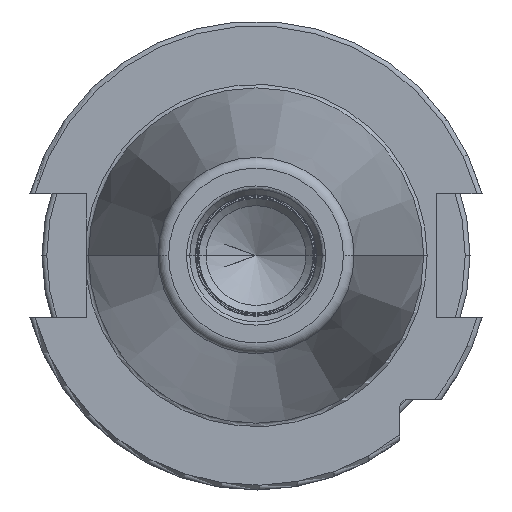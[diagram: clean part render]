
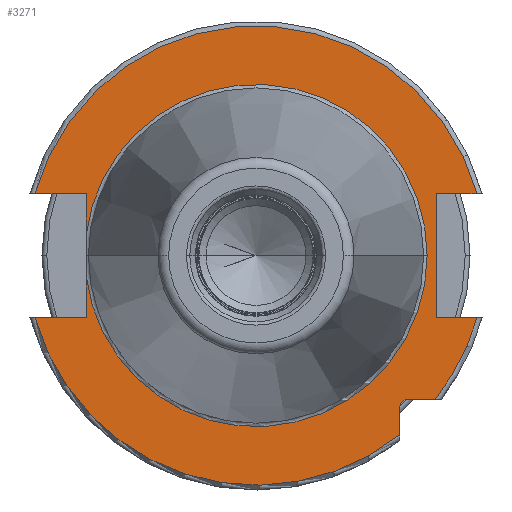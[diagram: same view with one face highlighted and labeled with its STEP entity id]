
A CAD part, left-side view. The second image highlights one B-rep face of the part: STEP entity #3271.
In plain terms, the highlighted planar face has unit normal (-1, 0, 0).
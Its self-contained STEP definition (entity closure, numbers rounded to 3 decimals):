
#117=CARTESIAN_POINT('',(3.2,0.,0.));
#118=DIRECTION('',(-1.,0.,0.));
#119=DIRECTION('',(0.,0.992,-0.124));
#120=AXIS2_PLACEMENT_3D('',#117,#118,#119);
#879=DIRECTION('',(0.,-1.,0.));
#880=VECTOR('',#879,5.654);
#881=CARTESIAN_POINT('',(3.2,-31.6,-29.85));
#882=LINE('',#881,#880);
#883=DIRECTION('',(0.,0.,1.));
#884=VECTOR('',#883,5.654);
#885=CARTESIAN_POINT('',(3.2,-29.85,-37.254));
#886=LINE('',#885,#884);
#887=CARTESIAN_POINT('',(3.2,0.,0.));
#888=DIRECTION('',(-1.,0.,0.));
#889=DIRECTION('',(0.,0.963,-0.27));
#890=AXIS2_PLACEMENT_3D('',#887,#888,#889);
#892=DIRECTION('',(0.,-1.,0.));
#893=VECTOR('',#892,10.661);
#894=CARTESIAN_POINT('',(3.2,45.961,-12.9));
#895=LINE('',#894,#893);
#896=DIRECTION('',(0.,0.,-1.));
#897=VECTOR('',#896,8.485);
#898=CARTESIAN_POINT('',(3.2,35.3,-4.415));
#899=LINE('',#898,#897);
#900=DIRECTION('',(0.,0.,-1.));
#901=VECTOR('',#900,8.485);
#902=CARTESIAN_POINT('',(3.2,35.3,12.9));
#903=LINE('',#902,#901);
#904=DIRECTION('',(0.,-1.,0.));
#905=VECTOR('',#904,10.661);
#906=CARTESIAN_POINT('',(3.2,45.961,12.9));
#907=LINE('',#906,#905);
#908=CARTESIAN_POINT('',(3.2,0.,0.));
#909=DIRECTION('',(1.,0.,0.));
#910=DIRECTION('',(0.,0.963,0.27));
#911=AXIS2_PLACEMENT_3D('',#908,#909,#910);
#913=DIRECTION('',(0.,1.,0.));
#914=VECTOR('',#913,8.461);
#915=CARTESIAN_POINT('',(3.2,-45.961,12.9));
#916=LINE('',#915,#914);
#917=DIRECTION('',(0.,0.,1.));
#918=VECTOR('',#917,25.8);
#919=CARTESIAN_POINT('',(3.2,-37.5,-12.9));
#920=LINE('',#919,#918);
#921=DIRECTION('',(0.,1.,0.));
#922=VECTOR('',#921,8.461);
#923=CARTESIAN_POINT('',(3.2,-45.961,-12.9));
#924=LINE('',#923,#922);
#925=CARTESIAN_POINT('',(3.2,0.,0.));
#926=DIRECTION('',(-1.,0.,0.));
#927=DIRECTION('',(0.,-0.78,-0.625));
#928=AXIS2_PLACEMENT_3D('',#925,#926,#927);
#939=CARTESIAN_POINT('',(3.2,-31.6,-31.6));
#940=DIRECTION('',(1.,0.,0.));
#941=DIRECTION('',(0.,1.,0.));
#942=AXIS2_PLACEMENT_3D('',#939,#940,#941);
#1052=CARTESIAN_POINT('',(3.2,-37.254,-29.85));
#1541=CARTESIAN_POINT('',(3.2,0.,0.));
#1542=DIRECTION('',(1.,0.,0.));
#1543=DIRECTION('',(0.,0.992,0.124));
#1544=AXIS2_PLACEMENT_3D('',#1541,#1542,#1543);
#1764=CARTESIAN_POINT('',(3.2,-35.575,0.));
#1766=VERTEX_POINT('',#1764);
#1882=CARTESIAN_POINT('',(3.2,45.961,12.9));
#1883=CARTESIAN_POINT('',(3.2,35.3,12.9));
#1884=VERTEX_POINT('',#1882);
#1885=VERTEX_POINT('',#1883);
#1886=CARTESIAN_POINT('',(3.2,35.3,4.415));
#1887=VERTEX_POINT('',#1886);
#1888=CARTESIAN_POINT('',(3.2,35.3,-4.415));
#1889=CARTESIAN_POINT('',(3.2,35.3,-12.9));
#1890=VERTEX_POINT('',#1888);
#1891=VERTEX_POINT('',#1889);
#1892=CARTESIAN_POINT('',(3.2,45.961,-12.9));
#1893=VERTEX_POINT('',#1892);
#1894=CARTESIAN_POINT('',(3.2,-45.961,-12.9));
#1895=CARTESIAN_POINT('',(3.2,-37.5,-12.9));
#1896=VERTEX_POINT('',#1894);
#1897=VERTEX_POINT('',#1895);
#1898=CARTESIAN_POINT('',(3.2,-37.5,12.9));
#1899=VERTEX_POINT('',#1898);
#1900=CARTESIAN_POINT('',(3.2,-45.961,12.9));
#1901=VERTEX_POINT('',#1900);
#1937=CARTESIAN_POINT('',(3.2,-29.85,-37.254));
#1938=VERTEX_POINT('',#1937);
#1939=CARTESIAN_POINT('',(3.2,-29.85,-31.6));
#1940=CARTESIAN_POINT('',(3.2,-31.6,-29.85));
#1941=VERTEX_POINT('',#1939);
#1942=VERTEX_POINT('',#1940);
#1961=VERTEX_POINT('',#1052);
#3240=CARTESIAN_POINT('',(3.2,0.,0.));
#3241=DIRECTION('',(1.,0.,0.));
#3242=DIRECTION('',(0.,-1.,0.));
#3243=AXIS2_PLACEMENT_3D('',#3240,#3241,#3242);
#3244=PLANE('',#3243);
#3246=ORIENTED_EDGE('',*,*,#3245,.F.);
#3248=ORIENTED_EDGE('',*,*,#3247,.F.);
#3250=ORIENTED_EDGE('',*,*,#3249,.F.);
#3252=ORIENTED_EDGE('',*,*,#3251,.F.);
#3253=ORIENTED_EDGE('',*,*,#3214,.T.);
#3254=ORIENTED_EDGE('',*,*,#2303,.F.);
#3255=ORIENTED_EDGE('',*,*,#2258,.T.);
#3257=ORIENTED_EDGE('',*,*,#3256,.F.);
#3258=ORIENTED_EDGE('',*,*,#2298,.F.);
#3260=ORIENTED_EDGE('',*,*,#3259,.F.);
#3262=ORIENTED_EDGE('',*,*,#3261,.T.);
#3264=ORIENTED_EDGE('',*,*,#3263,.T.);
#3265=ORIENTED_EDGE('',*,*,#2357,.F.);
#3266=ORIENTED_EDGE('',*,*,#3173,.F.);
#3268=ORIENTED_EDGE('',*,*,#3267,.F.);
#3269=EDGE_LOOP('',(#3246,#3248,#3250,#3252,#3253,#3254,#3255,#3257,#3258,#3260,
#3262,#3264,#3265,#3266,#3268));
#3270=FACE_OUTER_BOUND('',#3269,.F.);
#3271=ADVANCED_FACE('',(#3270),#3244,.F.);
#121=CIRCLE('',#120,35.575);
#891=CIRCLE('',#890,47.738);
#912=CIRCLE('',#911,47.738);
#929=CIRCLE('',#928,47.738);
#943=CIRCLE('',#942,1.75);
#1545=CIRCLE('',#1544,35.575);
#2258=EDGE_CURVE('',#1890,#1766,#121,.T.);
#2298=EDGE_CURVE('',#1885,#1887,#903,.T.);
#2303=EDGE_CURVE('',#1890,#1891,#899,.T.);
#2357=EDGE_CURVE('',#1897,#1899,#920,.T.);
#3173=EDGE_CURVE('',#1896,#1897,#924,.T.);
#3214=EDGE_CURVE('',#1893,#1891,#895,.T.);
#3245=EDGE_CURVE('',#1942,#1961,#882,.T.);
#3247=EDGE_CURVE('',#1941,#1942,#943,.T.);
#3249=EDGE_CURVE('',#1938,#1941,#886,.T.);
#3251=EDGE_CURVE('',#1893,#1938,#891,.T.);
#3256=EDGE_CURVE('',#1887,#1766,#1545,.T.);
#3259=EDGE_CURVE('',#1884,#1885,#907,.T.);
#3261=EDGE_CURVE('',#1884,#1901,#912,.T.);
#3263=EDGE_CURVE('',#1901,#1899,#916,.T.);
#3267=EDGE_CURVE('',#1961,#1896,#929,.T.);
